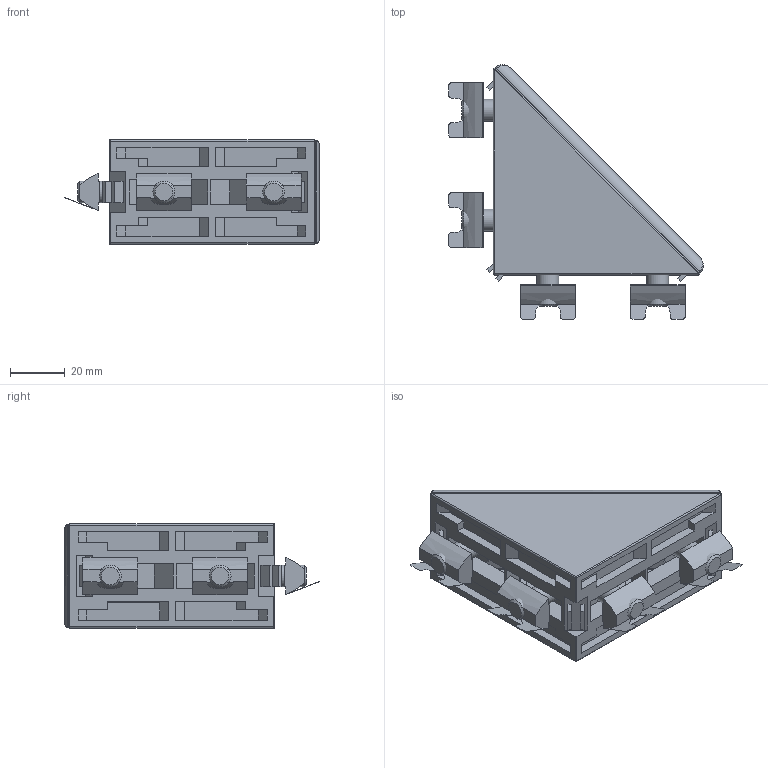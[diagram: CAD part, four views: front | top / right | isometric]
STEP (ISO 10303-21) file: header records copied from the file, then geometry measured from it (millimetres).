
FILE_DESCRIPTION(/* description */ ('Kątownik usztywniający 38x76'),/* implementation_level */ '2;1');
FILE_NAME(/* name */ 'K-303876Z.stp',/* time_stamp */ '2023-01-20T11:27:36+01:00',/* author */ ('aluteckkpl_am'),/* organization */ (''),/* preprocessor_version */ 'ST-DEVELOPER v18.1',/* originating_system */ 'Autodesk Inventor 2021',/* authorisation */ '');
FILE_SCHEMA (('CONFIG_CONTROL_DESIGN'));
Length unit declared in the file: millimetre
Products named in the file (6): 303876; 303876_1; 200820; 210482; 303876Z; 215008
Assembly tree (14 placements, depth 2):
  303876
    303876_1
    200820  x4
    210482  x4
    303876Z
    215008  x4
Bounding box: 92.73 x 92.73 x 38 mm (x, y, z)
Volume: 65658.1 mm3; surface area: 43169.1 mm2
Topology: 14 solids, 18 shells, 360 faces, 975 edges, 654 vertices
Faces by surface type: plane 261, cylinder 69, bspline 8, torus 8, cone 8, sphere 6
Full cylindrical faces by diameter (mm): 6.647 x4, 8 x4, 8.4 x4, 13 x4, 16 x4
Entity records: 8537 total; most frequent: CARTESIAN_POINT 1667, ORIENTED_EDGE 1358, DIRECTION 1347, EDGE_CURVE 685, LINE 555, VECTOR 555, VERTEX_POINT 450, AXIS2_PLACEMENT_3D 396
